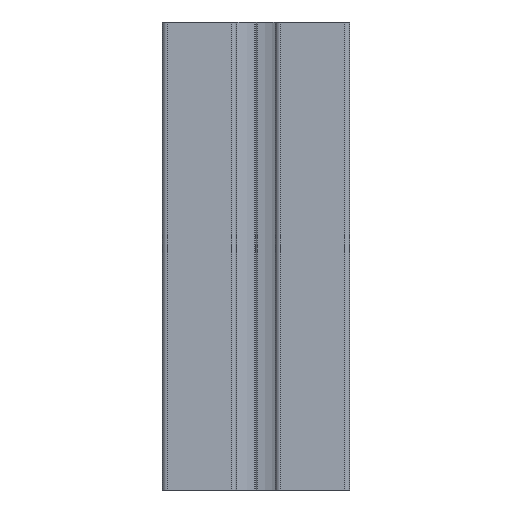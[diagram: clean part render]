
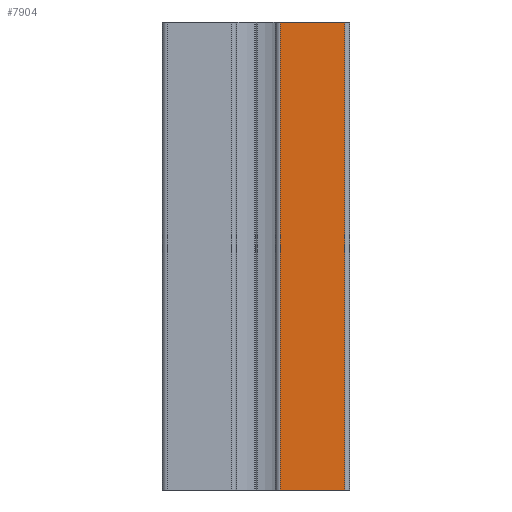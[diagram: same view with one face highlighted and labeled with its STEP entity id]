
A CAD part, left-side view. The second image highlights one B-rep face of the part: STEP entity #7904.
In plain terms, the highlighted planar face has unit normal (-1, 0, 0).
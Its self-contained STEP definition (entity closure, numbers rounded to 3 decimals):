
#7846=CARTESIAN_POINT('',(-43.045,108.847,100.0));
#7847=VERTEX_POINT('',#7846);
#7855=CARTESIAN_POINT('',(-43.045,108.847,0.0));
#7856=VERTEX_POINT('',#7855);
#7857=CARTESIAN_POINT('',(-43.045,108.847,0.0));
#7858=DIRECTION('',(0.0,0.0,1.0));
#7859=VECTOR('',#7858,100.0);
#7860=LINE('',#7857,#7859);
#7861=EDGE_CURVE('',#7856,#7847,#7860,.T.);
#7874=CARTESIAN_POINT('',(-43.045,108.847,0.0));
#7875=DIRECTION('',(-1.0,0.0,0.0));
#7876=DIRECTION('',(0.0,0.0,1.0));
#7877=AXIS2_PLACEMENT_3D('',#7874,#7875,#7876);
#7878=PLANE('',#7877);
#7879=CARTESIAN_POINT('',(-43.045,122.697,100.0));
#7880=VERTEX_POINT('',#7879);
#7881=CARTESIAN_POINT('',(-43.045,108.847,100.0));
#7882=DIRECTION('',(0.0,1.0,0.0));
#7883=VECTOR('',#7882,13.85);
#7884=LINE('',#7881,#7883);
#7885=EDGE_CURVE('',#7847,#7880,#7884,.T.);
#7886=ORIENTED_EDGE('',*,*,#7885,.T.);
#7887=CARTESIAN_POINT('',(-43.045,122.697,0.0));
#7888=VERTEX_POINT('',#7887);
#7889=CARTESIAN_POINT('',(-43.045,122.697,0.0));
#7890=DIRECTION('',(0.0,0.0,1.0));
#7891=VECTOR('',#7890,100.0);
#7892=LINE('',#7889,#7891);
#7893=EDGE_CURVE('',#7888,#7880,#7892,.T.);
#7894=ORIENTED_EDGE('',*,*,#7893,.F.);
#7895=CARTESIAN_POINT('',(-43.045,108.847,0.0));
#7896=DIRECTION('',(0.0,1.0,0.0));
#7897=VECTOR('',#7896,13.85);
#7898=LINE('',#7895,#7897);
#7899=EDGE_CURVE('',#7856,#7888,#7898,.T.);
#7900=ORIENTED_EDGE('',*,*,#7899,.F.);
#7901=ORIENTED_EDGE('',*,*,#7861,.T.);
#7902=EDGE_LOOP('',(#7886,#7894,#7900,#7901));
#7903=FACE_OUTER_BOUND('',#7902,.T.);
#7904=ADVANCED_FACE('',(#7903),#7878,.T.);
